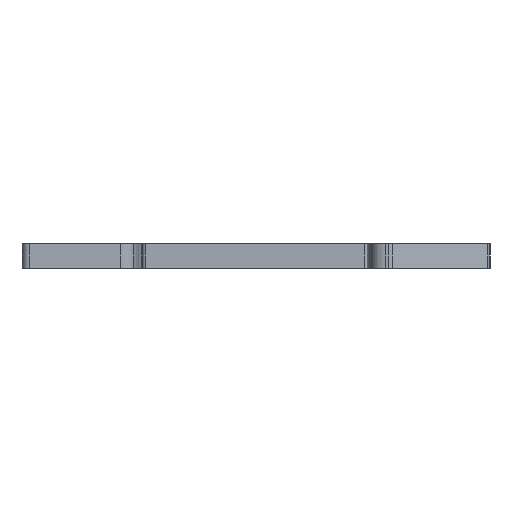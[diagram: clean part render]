
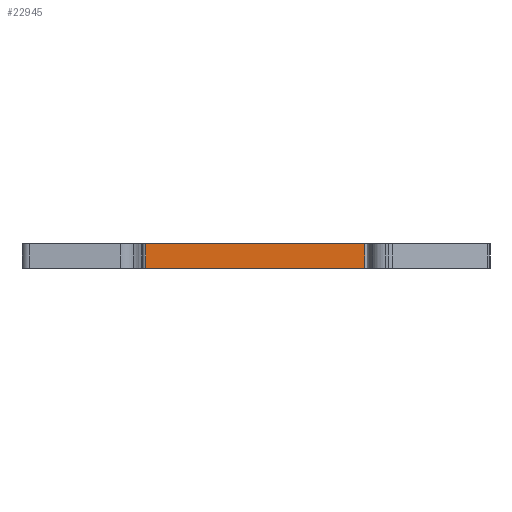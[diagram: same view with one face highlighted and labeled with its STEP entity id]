
A CAD part, front view. The second image highlights one B-rep face of the part: STEP entity #22945.
In plain terms, the highlighted planar face has unit normal (0, -1, 0).
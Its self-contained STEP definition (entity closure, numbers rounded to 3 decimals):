
#345=DIRECTION('',(1.,0.,0.));
#346=VECTOR('',#345,30.895);
#347=CARTESIAN_POINT('',(-12.345,0.,-1.75));
#348=LINE('',#347,#346);
#1816=DIRECTION('',(1.,0.,0.));
#1817=VECTOR('',#1816,30.895);
#1818=CARTESIAN_POINT('',(-12.345,0.,1.75));
#1819=LINE('',#1818,#1817);
#5722=DIRECTION('',(0.,0.,1.));
#5723=VECTOR('',#5722,3.5);
#5724=CARTESIAN_POINT('',(-12.345,0.,-1.75));
#5725=LINE('',#5724,#5723);
#5726=DIRECTION('',(0.,0.,1.));
#5727=VECTOR('',#5726,3.5);
#5728=CARTESIAN_POINT('',(18.55,0.,-1.75));
#5729=LINE('',#5728,#5727);
#13218=CARTESIAN_POINT('',(-12.345,0.,-1.75));
#13219=VERTEX_POINT('',#13218);
#13220=CARTESIAN_POINT('',(18.55,0.,-1.75));
#13221=VERTEX_POINT('',#13220);
#13512=CARTESIAN_POINT('',(-12.345,0.,1.75));
#13513=VERTEX_POINT('',#13512);
#13514=CARTESIAN_POINT('',(18.55,0.,1.75));
#13515=VERTEX_POINT('',#13514);
#22933=CARTESIAN_POINT('',(-12.346,0.,-1.75));
#22934=DIRECTION('',(0.,-1.,0.));
#22935=DIRECTION('',(1.,0.,0.));
#22936=AXIS2_PLACEMENT_3D('',#22933,#22934,#22935);
#22937=PLANE('',#22936);
#22938=ORIENTED_EDGE('',*,*,#16811,.F.);
#22939=ORIENTED_EDGE('',*,*,#22928,.T.);
#22940=ORIENTED_EDGE('',*,*,#17992,.T.);
#22942=ORIENTED_EDGE('',*,*,#22941,.F.);
#22943=EDGE_LOOP('',(#22938,#22939,#22940,#22942));
#22944=FACE_OUTER_BOUND('',#22943,.F.);
#22945=ADVANCED_FACE('',(#22944),#22937,.T.);
#16811=EDGE_CURVE('',#13219,#13221,#348,.T.);
#17992=EDGE_CURVE('',#13513,#13515,#1819,.T.);
#22928=EDGE_CURVE('',#13219,#13513,#5725,.T.);
#22941=EDGE_CURVE('',#13221,#13515,#5729,.T.);
